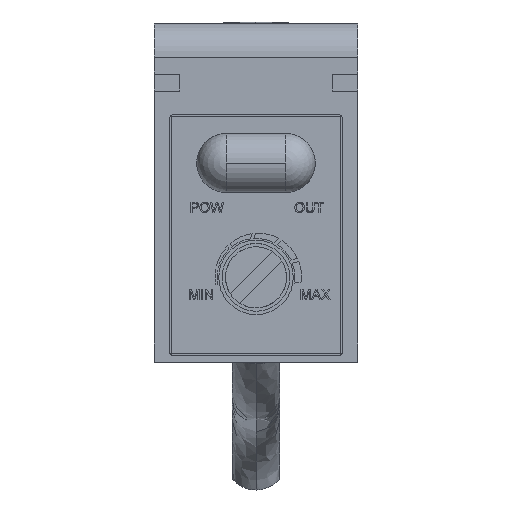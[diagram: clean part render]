
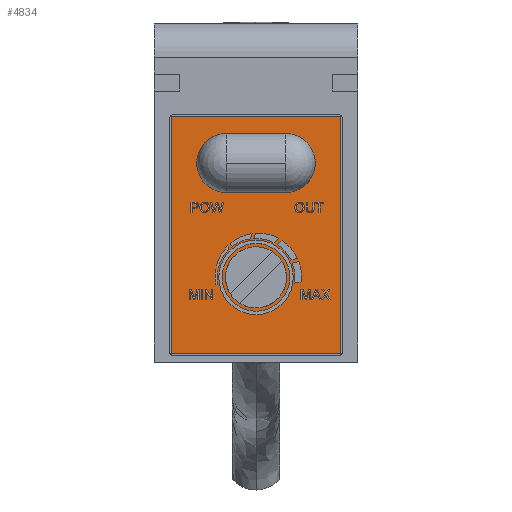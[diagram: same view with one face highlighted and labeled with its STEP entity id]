
A CAD part, top view. The second image highlights one B-rep face of the part: STEP entity #4834.
In plain terms, the highlighted planar face has unit normal (0, 0, 1).
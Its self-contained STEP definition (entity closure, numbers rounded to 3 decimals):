
#55 = ORIENTED_EDGE ( 'NONE', *, *, #6638, .T. ) ;
#134 = CARTESIAN_POINT ( 'NONE',  ( -4.9, 0.5, 0. ) ) ;
#240 = CIRCLE ( 'NONE', #10433, 1.75 ) ;
#493 = CARTESIAN_POINT ( 'NONE',  ( 1.75, 11.75, 0. ) ) ;
#772 = CIRCLE ( 'NONE', #8404, 0.1 ) ;
#865 = DIRECTION ( 'NONE',  ( 1., 0., 0. ) ) ;
#1121 = EDGE_CURVE ( 'NONE', #14097, #6338, #12972, .T. ) ;
#1148 = CARTESIAN_POINT ( 'NONE',  ( 4.9, 14.5, 0. ) ) ;
#1353 = PLANE ( 'NONE',  #13763 ) ;
#1398 = CARTESIAN_POINT ( 'NONE',  ( -1.75, 11.75, 0. ) ) ;
#1492 = CIRCLE ( 'NONE', #10914, 1.75 ) ;
#1499 = AXIS2_PLACEMENT_3D ( 'NONE', #4099, #5077, #5226 ) ;
#1612 = DIRECTION ( 'NONE',  ( 1., 0., 0. ) ) ;
#1632 = VECTOR ( 'NONE', #11003, 1000. ) ;
#1860 = CARTESIAN_POINT ( 'NONE',  ( -1.75, 13.5, 0. ) ) ;
#2175 = CARTESIAN_POINT ( 'NONE',  ( 4.9, 14.4, 0. ) ) ;
#2489 = DIRECTION ( 'NONE',  ( 1., 0., 0. ) ) ;
#2748 = AXIS2_PLACEMENT_3D ( 'NONE', #14119, #7429, #865 ) ;
#2773 = ORIENTED_EDGE ( 'NONE', *, *, #3195, .T. ) ;
#2774 = EDGE_CURVE ( 'NONE', #8308, #11182, #10057, .T. ) ;
#2872 = CARTESIAN_POINT ( 'NONE',  ( -1.75, 10., 0. ) ) ;
#2938 = CIRCLE ( 'NONE', #11667, 0.1 ) ;
#3156 = EDGE_CURVE ( 'NONE', #13967, #13929, #1492, .T. ) ;
#3195 = EDGE_CURVE ( 'NONE', #8370, #10469, #12565, .T. ) ;
#3230 = DIRECTION ( 'NONE',  ( -1., 0., 0. ) ) ;
#3250 = CARTESIAN_POINT ( 'NONE',  ( 0., 13.5, 0. ) ) ;
#3617 = ORIENTED_EDGE ( 'NONE', *, *, #10766, .T. ) ;
#3643 = CARTESIAN_POINT ( 'NONE',  ( 0., 10., 0. ) ) ;
#3752 = VERTEX_POINT ( 'NONE', #10271 ) ;
#3773 = FACE_BOUND ( 'NONE', #9904, .T. ) ;
#4099 = CARTESIAN_POINT ( 'NONE',  ( 1.75, 11.75, 0. ) ) ;
#4149 = DIRECTION ( 'NONE',  ( -1., 0., 0. ) ) ;
#4422 = CARTESIAN_POINT ( 'NONE',  ( -4.9, 14.5, 0. ) ) ;
#4595 = CARTESIAN_POINT ( 'NONE',  ( -6., 0., 0. ) ) ;
#4799 = CARTESIAN_POINT ( 'NONE',  ( 5., 14.4, 0. ) ) ;
#4834 = ADVANCED_FACE ( 'NONE', ( #12325, #3773 ), #1353, .T. ) ;
#4914 = ORIENTED_EDGE ( 'NONE', *, *, #3156, .F. ) ;
#4995 = EDGE_LOOP ( 'NONE', ( #12404, #11481, #12622, #13083, #12882, #12293, #2773, #3617 ) ) ;
#5077 = DIRECTION ( 'NONE',  ( 0., 0., 1. ) ) ;
#5226 = DIRECTION ( 'NONE',  ( 1., 0., 0. ) ) ;
#5580 = CARTESIAN_POINT ( 'NONE',  ( -4.9, 0.6, 0. ) ) ;
#5586 = EDGE_CURVE ( 'NONE', #7248, #7685, #772, .T. ) ;
#5721 = DIRECTION ( 'NONE',  ( 0., -1., 0. ) ) ;
#6089 = DIRECTION ( 'NONE',  ( 0., 0., 1. ) ) ;
#6338 = VERTEX_POINT ( 'NONE', #14305 ) ;
#6638 = EDGE_CURVE ( 'NONE', #14097, #13929, #10379, .T. ) ;
#6699 = CARTESIAN_POINT ( 'NONE',  ( -4.9, 0.5, 0. ) ) ;
#6706 = DIRECTION ( 'NONE',  ( 1., 0., 0. ) ) ;
#6777 = VECTOR ( 'NONE', #4149, 1000. ) ;
#6795 = ORIENTED_EDGE ( 'NONE', *, *, #12540, .T. ) ;
#6907 = LINE ( 'NONE', #11151, #12860 ) ;
#6928 = CARTESIAN_POINT ( 'NONE',  ( 1.75, 13.5, 0. ) ) ;
#7212 = VERTEX_POINT ( 'NONE', #6928 ) ;
#7248 = VERTEX_POINT ( 'NONE', #10268 ) ;
#7429 = DIRECTION ( 'NONE',  ( 0., 0., 1. ) ) ;
#7685 = VERTEX_POINT ( 'NONE', #6699 ) ;
#8165 = DIRECTION ( 'NONE',  ( 0., 0., 1. ) ) ;
#8308 = VERTEX_POINT ( 'NONE', #1148 ) ;
#8370 = VERTEX_POINT ( 'NONE', #12304 ) ;
#8373 = AXIS2_PLACEMENT_3D ( 'NONE', #12792, #6089, #13895 ) ;
#8404 = AXIS2_PLACEMENT_3D ( 'NONE', #5580, #13413, #6706 ) ;
#8783 = CARTESIAN_POINT ( 'NONE',  ( 1.75, 10., 0. ) ) ;
#9049 = DIRECTION ( 'NONE',  ( 0., 0., 1. ) ) ;
#9532 = VECTOR ( 'NONE', #13593, 1000. ) ;
#9827 = VECTOR ( 'NONE', #11099, 1000. ) ;
#9831 = DIRECTION ( 'NONE',  ( 0., 0., 1. ) ) ;
#9904 = EDGE_LOOP ( 'NONE', ( #4914, #6795, #13018, #13410, #55 ) ) ;
#9951 = CARTESIAN_POINT ( 'NONE',  ( -5., 14.4, 0. ) ) ;
#10057 = LINE ( 'NONE', #13109, #6777 ) ;
#10177 = CARTESIAN_POINT ( 'NONE',  ( 5., 14.4, 0. ) ) ;
#10268 = CARTESIAN_POINT ( 'NONE',  ( -5., 0.6, 0. ) ) ;
#10271 = CARTESIAN_POINT ( 'NONE',  ( 4.9, 0.5, 0. ) ) ;
#10379 = LINE ( 'NONE', #3643, #12677 ) ;
#10433 = AXIS2_PLACEMENT_3D ( 'NONE', #493, #8165, #1612 ) ;
#10469 = VERTEX_POINT ( 'NONE', #4799 ) ;
#10471 = EDGE_CURVE ( 'NONE', #6338, #7212, #240, .T. ) ;
#10544 = LINE ( 'NONE', #134, #9827 ) ;
#10666 = EDGE_CURVE ( 'NONE', #3752, #8370, #12511, .T. ) ;
#10766 = EDGE_CURVE ( 'NONE', #10469, #8308, #2938, .T. ) ;
#10914 = AXIS2_PLACEMENT_3D ( 'NONE', #1398, #9049, #2489 ) ;
#10936 = EDGE_CURVE ( 'NONE', #11182, #11198, #13033, .T. ) ;
#11003 = DIRECTION ( 'NONE',  ( 1., 0., 0. ) ) ;
#11099 = DIRECTION ( 'NONE',  ( 1., 0., 0. ) ) ;
#11151 = CARTESIAN_POINT ( 'NONE',  ( -5., 14.4, 0. ) ) ;
#11182 = VERTEX_POINT ( 'NONE', #4422 ) ;
#11198 = VERTEX_POINT ( 'NONE', #9951 ) ;
#11481 = ORIENTED_EDGE ( 'NONE', *, *, #10936, .T. ) ;
#11667 = AXIS2_PLACEMENT_3D ( 'NONE', #2175, #9831, #3230 ) ;
#12292 = DIRECTION ( 'NONE',  ( 0., -1., 0. ) ) ;
#12293 = ORIENTED_EDGE ( 'NONE', *, *, #10666, .T. ) ;
#12304 = CARTESIAN_POINT ( 'NONE',  ( 5., 0.6, 0. ) ) ;
#12325 = FACE_OUTER_BOUND ( 'NONE', #4995, .T. ) ;
#12404 = ORIENTED_EDGE ( 'NONE', *, *, #2774, .T. ) ;
#12414 = DIRECTION ( 'NONE',  ( 0., 0., 1. ) ) ;
#12511 = CIRCLE ( 'NONE', #2748, 0.1 ) ;
#12540 = EDGE_CURVE ( 'NONE', #13967, #7212, #13407, .T. ) ;
#12565 = LINE ( 'NONE', #10177, #9532 ) ;
#12572 = DIRECTION ( 'NONE',  ( -1., 0., 0. ) ) ;
#12622 = ORIENTED_EDGE ( 'NONE', *, *, #13401, .T. ) ;
#12677 = VECTOR ( 'NONE', #12572, 1000. ) ;
#12792 = CARTESIAN_POINT ( 'NONE',  ( -4.9, 14.4, 0. ) ) ;
#12860 = VECTOR ( 'NONE', #12292, 1000. ) ;
#12882 = ORIENTED_EDGE ( 'NONE', *, *, #13361, .T. ) ;
#12972 = CIRCLE ( 'NONE', #1499, 1.75 ) ;
#13018 = ORIENTED_EDGE ( 'NONE', *, *, #10471, .F. ) ;
#13033 = CIRCLE ( 'NONE', #8373, 0.1 ) ;
#13083 = ORIENTED_EDGE ( 'NONE', *, *, #5586, .T. ) ;
#13109 = CARTESIAN_POINT ( 'NONE',  ( -4.9, 14.5, 0. ) ) ;
#13361 = EDGE_CURVE ( 'NONE', #7685, #3752, #10544, .T. ) ;
#13401 = EDGE_CURVE ( 'NONE', #11198, #7248, #6907, .T. ) ;
#13407 = LINE ( 'NONE', #3250, #1632 ) ;
#13410 = ORIENTED_EDGE ( 'NONE', *, *, #1121, .F. ) ;
#13413 = DIRECTION ( 'NONE',  ( 0., 0., 1. ) ) ;
#13593 = DIRECTION ( 'NONE',  ( 0., 1., 0. ) ) ;
#13763 = AXIS2_PLACEMENT_3D ( 'NONE', #4595, #12414, #5721 ) ;
#13895 = DIRECTION ( 'NONE',  ( 1., 0., 0. ) ) ;
#13929 = VERTEX_POINT ( 'NONE', #2872 ) ;
#13967 = VERTEX_POINT ( 'NONE', #1860 ) ;
#14097 = VERTEX_POINT ( 'NONE', #8783 ) ;
#14119 = CARTESIAN_POINT ( 'NONE',  ( 4.9, 0.6, 0. ) ) ;
#14305 = CARTESIAN_POINT ( 'NONE',  ( 3.5, 11.75, 0. ) ) ;
